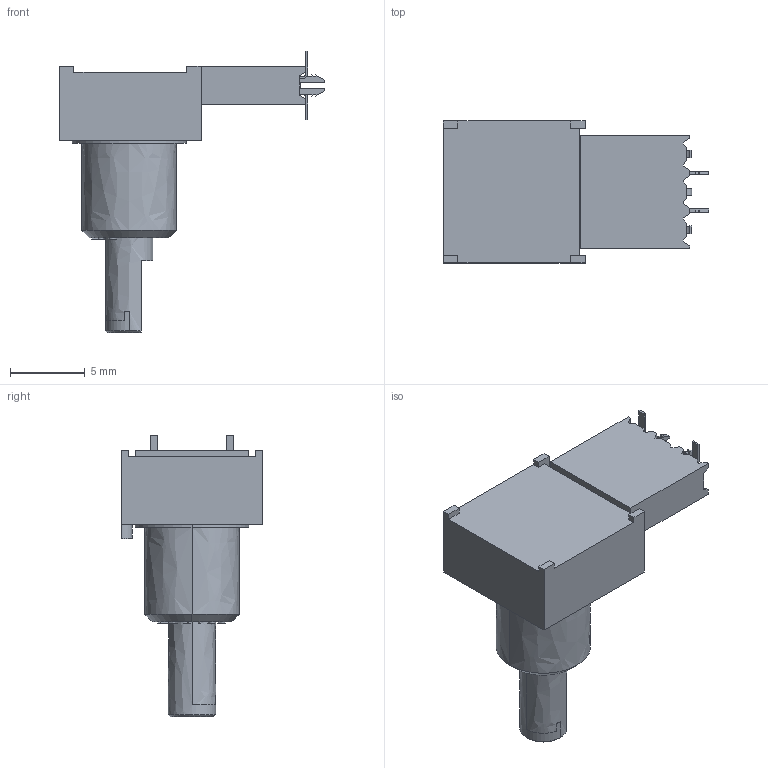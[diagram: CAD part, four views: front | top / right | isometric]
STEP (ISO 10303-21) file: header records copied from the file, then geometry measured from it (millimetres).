
FILE_DESCRIPTION(('FreeCAD Model'),'2;1');
FILE_NAME('Pot with header.step','2020-09-04T19:20:09',('Author'),(''), 'Open CASCADE STEP processor 7.3','FreeCAD','Unknown');
FILE_SCHEMA(('AUTOMOTIVE_DESIGN { 1 0 10303 214 1 1 1 1 }'));
Length unit declared in the file: millimetre
Products named in the file (2): _310c_101; Compound
Bounding box: 17.82 x 9.53 x 18.86 mm (x, y, z)
Volume: 774.4 mm3; surface area: 884.9 mm2
Topology: 3 solids, 3 shells, 337 faces, 943 edges, 629 vertices
Faces by surface type: bspline 182, plane 149, cylinder 6
Entity records: 25313 total; most frequent: CARTESIAN_POINT 7631, DIRECTION 2191, ORIENTED_EDGE 1886, PCURVE 1886, DEFINITIONAL_REPRESENTATION 1886, LINE 1765, VECTOR 1765, B_SPLINE_CURVE_WITH_KNOTS 1001
